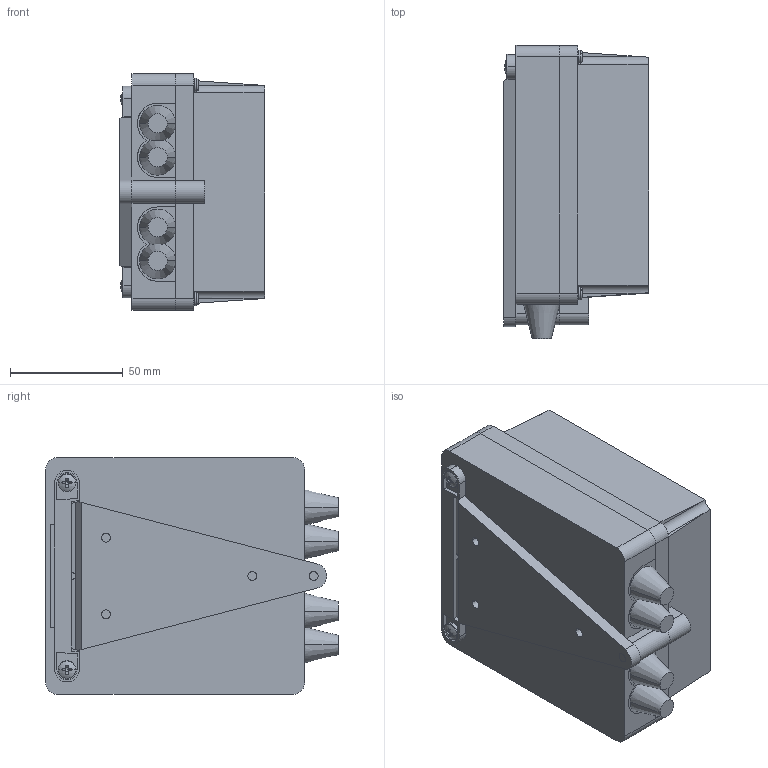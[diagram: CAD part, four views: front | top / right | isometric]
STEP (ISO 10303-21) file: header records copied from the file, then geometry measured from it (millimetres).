
FILE_DESCRIPTION (( 'STEP AP214' ), '1' );
FILE_NAME ('3D Ìîäåëü ÒÐÌ200-Í.STEP', '2015-08-14T11:12:46', ( 'adm' ), ( 'owen' ), 'SwSTEP 2.0', 'SolidWorks 2013', '' );
FILE_SCHEMA (( 'AUTOMOTIVE_DESIGN' ));
Length unit declared in the file: millimetre
Products named in the file (10): Êîðïóñ ÒÐÌ200-Í íèç; Êîðïóñ ÒÐÌ200-Í âåðõ; TRM200_002F03M; 3D Ìîäåëü ÒÐÌ200-Í; Âèíò Ì4õ20; 妈眚 󊅛5 梦岩17473-78_ISO 7045 - M4 x 10 - Z --- 10N; slotted pan head screw_iso_ISO 1580 - M4 x 35 --- 35N; Ïëàíêà_çàäíÿÿ; ﾊ煇鳫; Çàãëóøêè_2êîí
Assembly tree (14 placements, depth 2):
  3D Ìîäåëü ÒÐÌ200-Í
    ﾊ煇鳫
    Çàãëóøêè_2êîí  x2
    Âèíò Ì4õ20  x4
    TRM200_002F03M
    Êîðïóñ ÒÐÌ200-Í íèç
    妈眚 󊅛5 梦岩17473-78_ISO 7045 - M4 x 10 - Z --- 10N  x2
    slotted pan head screw_iso_ISO 1580 - M4 x 35 --- 35N
    Êîðïóñ ÒÐÌ200-Í âåðõ
    Ïëàíêà_çàäíÿÿ
Bounding box: 64.5 x 130 x 105 mm (x, y, z)
Volume: 151466.8 mm3; surface area: 131064.2 mm2
Topology: 14 solids, 14 shells, 1112 faces, 2913 edges, 1924 vertices
Faces by surface type: plane 752, bspline 187, cylinder 121, cone 30, torus 18, sphere 4
Entity records: 38984 total; most frequent: CARTESIAN_POINT 7857, ORIENTED_EDGE 5170, DIRECTION 4100, EDGE_CURVE 2585, VECTOR 1880, LINE 1880, VERTEX_POINT 1717, AXIS2_PLACEMENT_3D 1110
